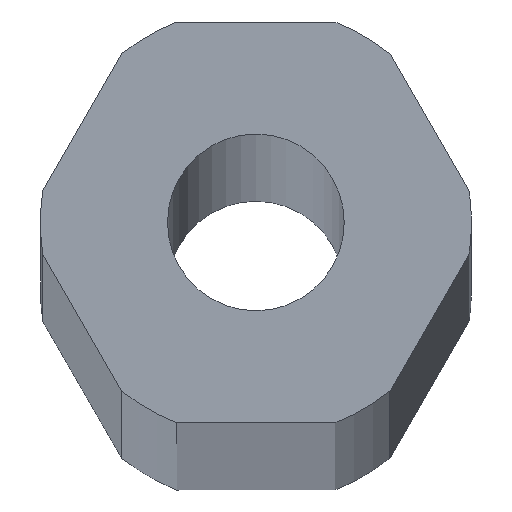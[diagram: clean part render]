
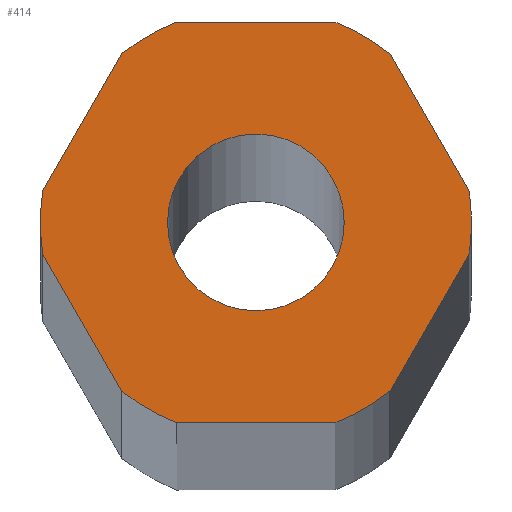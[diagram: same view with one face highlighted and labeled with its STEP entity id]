
A CAD part, top view. The second image highlights one B-rep face of the part: STEP entity #414.
In plain terms, the highlighted planar face has unit normal (0, 0, 1).
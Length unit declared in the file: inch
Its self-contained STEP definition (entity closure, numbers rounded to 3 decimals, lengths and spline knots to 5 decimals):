
#5 = EDGE_CURVE ( 'NONE', #433, #293, #465, .T. ) ;
#7 = CARTESIAN_POINT ( 'NONE',  ( 0.10825, 0.1875, 18. ) ) ;
#8 = VERTEX_POINT ( 'NONE', #482 ) ;
#14 = EDGE_CURVE ( 'NONE', #425, #8, #365, .T. ) ;
#33 = ORIENTED_EDGE ( 'NONE', *, *, #596, .T. ) ;
#43 = CARTESIAN_POINT ( 'NONE',  ( 0., 0., 18. ) ) ;
#44 = EDGE_CURVE ( 'NONE', #211, #201, #147, .T. ) ;
#51 = DIRECTION ( 'NONE',  ( -0.5, -0.866, 0. ) ) ;
#52 = VERTEX_POINT ( 'NONE', #259 ) ;
#57 = LINE ( 'NONE', #540, #315 ) ;
#61 = ORIENTED_EDGE ( 'NONE', *, *, #92, .T. ) ;
#74 = DIRECTION ( 'NONE',  ( 1., 0., 0. ) ) ;
#77 = AXIS2_PLACEMENT_3D ( 'NONE', #78, #436, #199 ) ;
#78 = CARTESIAN_POINT ( 'NONE',  ( 0., 0., 18. ) ) ;
#79 = EDGE_CURVE ( 'NONE', #52, #319, #578, .T. ) ;
#84 = DIRECTION ( 'NONE',  ( -0.5, 0.866, 0. ) ) ;
#87 = CARTESIAN_POINT ( 'NONE',  ( 0., 0., 18. ) ) ;
#88 = CIRCLE ( 'NONE', #77, 0.20157 ) ;
#92 = EDGE_CURVE ( 'NONE', #325, #425, #222, .T. ) ;
#101 = AXIS2_PLACEMENT_3D ( 'NONE', #43, #444, #131 ) ;
#104 = ORIENTED_EDGE ( 'NONE', *, *, #44, .F. ) ;
#105 = ORIENTED_EDGE ( 'NONE', *, *, #79, .T. ) ;
#106 = CARTESIAN_POINT ( 'NONE',  ( 0.19938, 0.02966, 18. ) ) ;
#117 = CARTESIAN_POINT ( 'NONE',  ( -0.12538, 0.15784, 18. ) ) ;
#119 = AXIS2_PLACEMENT_3D ( 'NONE', #374, #224, #184 ) ;
#131 = DIRECTION ( 'NONE',  ( 1., 0., 0. ) ) ;
#133 = VECTOR ( 'NONE', #84, 39.37008 ) ;
#137 = ORIENTED_EDGE ( 'NONE', *, *, #290, .T. ) ;
#140 = CARTESIAN_POINT ( 'NONE',  ( 0., 0., 18. ) ) ;
#144 = CARTESIAN_POINT ( 'NONE',  ( 0.074, -0.1875, 18. ) ) ;
#147 = CIRCLE ( 'NONE', #101, 0.08268 ) ;
#148 = CARTESIAN_POINT ( 'NONE',  ( 0., 0., 18. ) ) ;
#158 = EDGE_CURVE ( 'NONE', #410, #212, #170, .T. ) ;
#165 = AXIS2_PLACEMENT_3D ( 'NONE', #87, #251, #256 ) ;
#170 = CIRCLE ( 'NONE', #408, 0.20157 ) ;
#172 = AXIS2_PLACEMENT_3D ( 'NONE', #401, #361, #504 ) ;
#183 = EDGE_CURVE ( 'NONE', #377, #412, #287, .T. ) ;
#184 = DIRECTION ( 'NONE',  ( 1., 0., 0. ) ) ;
#186 = ORIENTED_EDGE ( 'NONE', *, *, #183, .T. ) ;
#199 = DIRECTION ( 'NONE',  ( 1., 0., 0. ) ) ;
#200 = VERTEX_POINT ( 'NONE', #215 ) ;
#201 = VERTEX_POINT ( 'NONE', #503 ) ;
#210 = CARTESIAN_POINT ( 'NONE',  ( -0.21651, 0., 18. ) ) ;
#211 = VERTEX_POINT ( 'NONE', #556 ) ;
#212 = VERTEX_POINT ( 'NONE', #367 ) ;
#213 = DIRECTION ( 'NONE',  ( 0., 0., 1. ) ) ;
#215 = CARTESIAN_POINT ( 'NONE',  ( 0.12538, -0.15784, 18. ) ) ;
#222 = LINE ( 'NONE', #400, #133 ) ;
#224 = DIRECTION ( 'NONE',  ( 0., 0., 1. ) ) ;
#233 = DIRECTION ( 'NONE',  ( 0., 0., 1. ) ) ;
#235 = CIRCLE ( 'NONE', #119, 0.20157 ) ;
#237 = CARTESIAN_POINT ( 'NONE',  ( 0., 0., 18. ) ) ;
#238 = AXIS2_PLACEMENT_3D ( 'NONE', #237, #241, #74 ) ;
#240 = EDGE_CURVE ( 'NONE', #8, #377, #553, .T. ) ;
#241 = DIRECTION ( 'NONE',  ( 0., 0., 1. ) ) ;
#243 = ORIENTED_EDGE ( 'NONE', *, *, #5, .T. ) ;
#247 = DIRECTION ( 'NONE',  ( 0.5, 0.866, 0. ) ) ;
#248 = ORIENTED_EDGE ( 'NONE', *, *, #385, .T. ) ;
#251 = DIRECTION ( 'NONE',  ( 0., 0., 1. ) ) ;
#256 = DIRECTION ( 'NONE',  ( 1., 0., 0. ) ) ;
#258 = EDGE_LOOP ( 'NONE', ( #61, #417, #535, #186, #137, #248, #243, #469, #105, #354, #534, #390, #33 ) ) ;
#259 = CARTESIAN_POINT ( 'NONE',  ( -0.074, -0.1875, 18. ) ) ;
#262 = EDGE_CURVE ( 'NONE', #293, #52, #590, .T. ) ;
#276 = CARTESIAN_POINT ( 'NONE',  ( -0.074, 0.1875, 18. ) ) ;
#281 = AXIS2_PLACEMENT_3D ( 'NONE', #512, #213, #557 ) ;
#282 = PLANE ( 'NONE',  #238 ) ;
#284 = CIRCLE ( 'NONE', #394, 0.08268 ) ;
#287 = CIRCLE ( 'NONE', #172, 0.20157 ) ;
#289 = CARTESIAN_POINT ( 'NONE',  ( 0.12538, 0.15784, 18. ) ) ;
#290 = EDGE_CURVE ( 'NONE', #412, #396, #318, .T. ) ;
#293 = VERTEX_POINT ( 'NONE', #368 ) ;
#294 = VECTOR ( 'NONE', #457, 39.37008 ) ;
#295 = EDGE_CURVE ( 'NONE', #319, #200, #235, .T. ) ;
#301 = DIRECTION ( 'NONE',  ( 0.5, -0.866, 0. ) ) ;
#302 = CIRCLE ( 'NONE', #312, 0.20157 ) ;
#308 = DIRECTION ( 'NONE',  ( 1., 0., 0. ) ) ;
#312 = AXIS2_PLACEMENT_3D ( 'NONE', #148, #462, #382 ) ;
#315 = VECTOR ( 'NONE', #247, 39.37008 ) ;
#316 = FACE_BOUND ( 'NONE', #370, .T. ) ;
#318 = LINE ( 'NONE', #407, #442 ) ;
#319 = VERTEX_POINT ( 'NONE', #144 ) ;
#325 = VERTEX_POINT ( 'NONE', #106 ) ;
#337 = FACE_OUTER_BOUND ( 'NONE', #258, .T. ) ;
#354 = ORIENTED_EDGE ( 'NONE', *, *, #295, .T. ) ;
#355 = VECTOR ( 'NONE', #445, 39.37008 ) ;
#361 = DIRECTION ( 'NONE',  ( 0., 0., 1. ) ) ;
#365 = CIRCLE ( 'NONE', #165, 0.20157 ) ;
#366 = DIRECTION ( 'NONE',  ( 0., 0., 1. ) ) ;
#367 = CARTESIAN_POINT ( 'NONE',  ( 0.20157, 0., 18. ) ) ;
#368 = CARTESIAN_POINT ( 'NONE',  ( -0.12538, -0.15784, 18. ) ) ;
#370 = EDGE_LOOP ( 'NONE', ( #104, #384 ) ) ;
#374 = CARTESIAN_POINT ( 'NONE',  ( 0., 0., 18. ) ) ;
#377 = VERTEX_POINT ( 'NONE', #276 ) ;
#382 = DIRECTION ( 'NONE',  ( 1., 0., 0. ) ) ;
#384 = ORIENTED_EDGE ( 'NONE', *, *, #496, .F. ) ;
#385 = EDGE_CURVE ( 'NONE', #396, #433, #302, .T. ) ;
#390 = ORIENTED_EDGE ( 'NONE', *, *, #158, .T. ) ;
#394 = AXIS2_PLACEMENT_3D ( 'NONE', #527, #233, #573 ) ;
#396 = VERTEX_POINT ( 'NONE', #423 ) ;
#399 = CARTESIAN_POINT ( 'NONE',  ( -0.10825, -0.1875, 18. ) ) ;
#400 = CARTESIAN_POINT ( 'NONE',  ( 0.21651, 0., 18. ) ) ;
#401 = CARTESIAN_POINT ( 'NONE',  ( 0., 0., 18. ) ) ;
#407 = CARTESIAN_POINT ( 'NONE',  ( -0.10825, 0.1875, 18. ) ) ;
#408 = AXIS2_PLACEMENT_3D ( 'NONE', #140, #366, #308 ) ;
#410 = VERTEX_POINT ( 'NONE', #580 ) ;
#412 = VERTEX_POINT ( 'NONE', #117 ) ;
#413 = VECTOR ( 'NONE', #301, 39.37008 ) ;
#414 = ADVANCED_FACE ( 'NONE', ( #316, #337 ), #282, .T. ) ;
#417 = ORIENTED_EDGE ( 'NONE', *, *, #14, .T. ) ;
#423 = CARTESIAN_POINT ( 'NONE',  ( -0.19938, 0.02966, 18. ) ) ;
#425 = VERTEX_POINT ( 'NONE', #289 ) ;
#428 = CARTESIAN_POINT ( 'NONE',  ( -0.19938, -0.02966, 18. ) ) ;
#433 = VERTEX_POINT ( 'NONE', #428 ) ;
#436 = DIRECTION ( 'NONE',  ( 0., 0., 1. ) ) ;
#442 = VECTOR ( 'NONE', #51, 39.37008 ) ;
#444 = DIRECTION ( 'NONE',  ( 0., 0., 1. ) ) ;
#445 = DIRECTION ( 'NONE',  ( 1., 0., 0. ) ) ;
#457 = DIRECTION ( 'NONE',  ( -1., 0., 0. ) ) ;
#462 = DIRECTION ( 'NONE',  ( 0., 0., 1. ) ) ;
#465 = LINE ( 'NONE', #210, #413 ) ;
#469 = ORIENTED_EDGE ( 'NONE', *, *, #262, .T. ) ;
#482 = CARTESIAN_POINT ( 'NONE',  ( 0.074, 0.1875, 18. ) ) ;
#496 = EDGE_CURVE ( 'NONE', #201, #211, #284, .T. ) ;
#503 = CARTESIAN_POINT ( 'NONE',  ( -0.08268, 0., 18. ) ) ;
#504 = DIRECTION ( 'NONE',  ( 1., 0., 0. ) ) ;
#512 = CARTESIAN_POINT ( 'NONE',  ( 0., 0., 18. ) ) ;
#527 = CARTESIAN_POINT ( 'NONE',  ( 0., 0., 18. ) ) ;
#534 = ORIENTED_EDGE ( 'NONE', *, *, #565, .T. ) ;
#535 = ORIENTED_EDGE ( 'NONE', *, *, #240, .T. ) ;
#540 = CARTESIAN_POINT ( 'NONE',  ( 0.10825, -0.1875, 18. ) ) ;
#553 = LINE ( 'NONE', #7, #294 ) ;
#556 = CARTESIAN_POINT ( 'NONE',  ( 0.08268, 0., 18. ) ) ;
#557 = DIRECTION ( 'NONE',  ( 1., 0., 0. ) ) ;
#565 = EDGE_CURVE ( 'NONE', #200, #410, #57, .T. ) ;
#573 = DIRECTION ( 'NONE',  ( 1., 0., 0. ) ) ;
#578 = LINE ( 'NONE', #399, #355 ) ;
#580 = CARTESIAN_POINT ( 'NONE',  ( 0.19938, -0.02966, 18. ) ) ;
#590 = CIRCLE ( 'NONE', #281, 0.20157 ) ;
#596 = EDGE_CURVE ( 'NONE', #212, #325, #88, .T. ) ;
